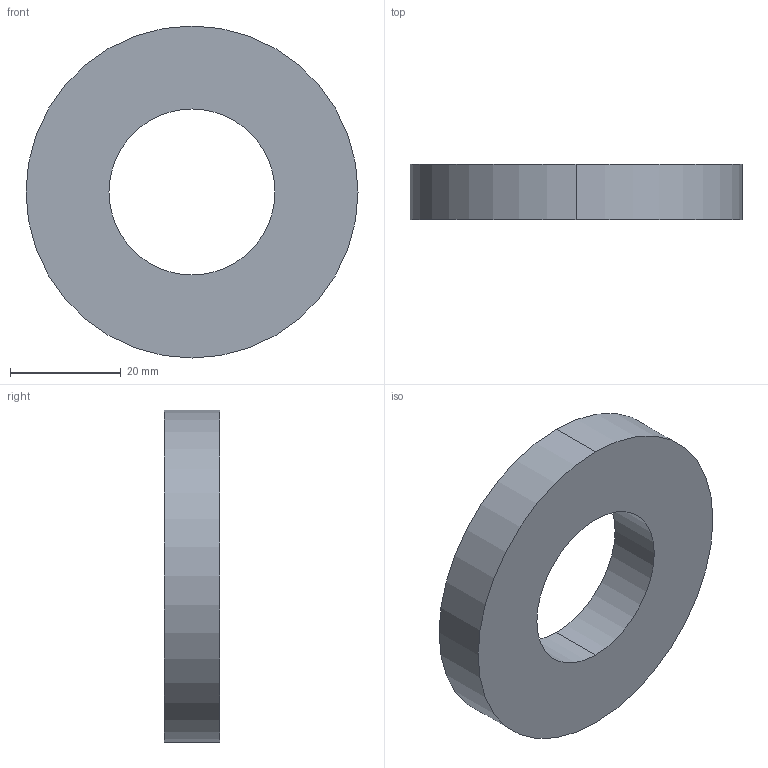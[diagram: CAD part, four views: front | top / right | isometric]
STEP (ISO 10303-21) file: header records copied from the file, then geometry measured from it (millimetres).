
FILE_DESCRIPTION (( 'STEP AP214' ), '1' );
FILE_NAME ('CTN016247-E0W.STEP', '2020-07-07T03:20:13', ( '' ), ( '' ), 'SwSTEP 2.0', 'SolidWorks 2018', '' );
FILE_SCHEMA (( 'AUTOMOTIVE_DESIGN' ));
Length unit declared in the file: millimetre
Products named in the file (1): CTN016247-E0W
Bounding box: 60 x 10 x 60 mm (x, y, z)
Volume: 21205.7 mm3; surface area: 7068.7 mm2
Topology: 1 solids, 1 shells, 19 faces, 48 edges, 32 vertices
Faces by surface type: plane 15, cylinder 4
Entity records: 685 total; most frequent: CARTESIAN_POINT 100, DIRECTION 96, ORIENTED_EDGE 96, EDGE_CURVE 48, VECTOR 40, LINE 40, VERTEX_POINT 32, AXIS2_PLACEMENT_3D 28
